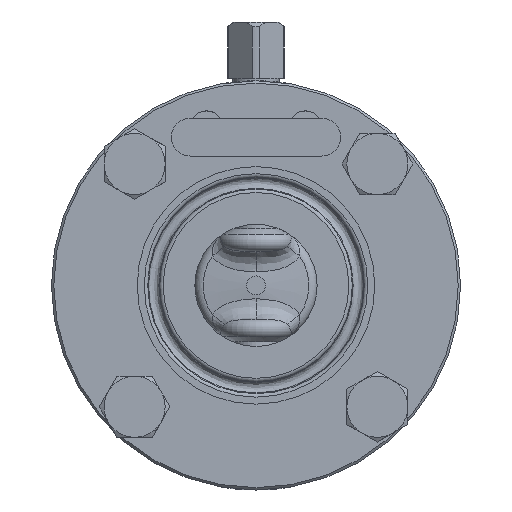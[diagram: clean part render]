
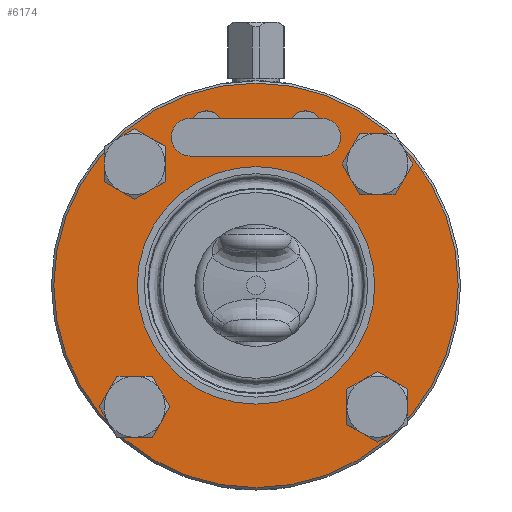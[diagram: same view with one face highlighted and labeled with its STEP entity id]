
A CAD part, left-side view. The second image highlights one B-rep face of the part: STEP entity #6174.
In plain terms, the highlighted planar face has unit normal (-1, 0, 0).
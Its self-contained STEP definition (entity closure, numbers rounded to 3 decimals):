
#367=CARTESIAN_POINT('',(-10.,10.5,29.9));
#368=VERTEX_POINT('',#367);
#369=CARTESIAN_POINT('',(-10.0,10.5,33.5));
#370=DIRECTION('',(1.0,0.0,0.0));
#371=DIRECTION('',(0.0,0.0,-1.0));
#372=AXIS2_PLACEMENT_3D('',#369,#370,#371);
#373=CIRCLE('',#372,3.6);
#374=EDGE_CURVE('',#368,#368,#373,.T.);
#404=CARTESIAN_POINT('',(-10.,-10.5,29.9));
#405=VERTEX_POINT('',#404);
#406=CARTESIAN_POINT('',(-10.0,-10.5,33.5));
#407=DIRECTION('',(1.0,0.0,0.0));
#408=DIRECTION('',(0.0,0.0,-1.0));
#409=AXIS2_PLACEMENT_3D('',#406,#407,#408);
#410=CIRCLE('',#409,3.6);
#411=EDGE_CURVE('',#405,#405,#410,.T.);
#1479=CARTESIAN_POINT('',(-10.,20.109,-25.809));
#1480=VERTEX_POINT('',#1479);
#1481=CARTESIAN_POINT('',(-10.,25.809,-25.809));
#1482=DIRECTION('',(1.0,0.0,0.0));
#1483=DIRECTION('',(0.0,-1.0,0.0));
#1484=AXIS2_PLACEMENT_3D('',#1481,#1482,#1483);
#1485=CIRCLE('',#1484,5.7);
#1486=EDGE_CURVE('',#1480,#1480,#1485,.T.);
#2357=CARTESIAN_POINT('',(-10.,-20.109,25.809));
#2358=VERTEX_POINT('',#2357);
#2359=CARTESIAN_POINT('',(-10.,-25.809,25.809));
#2360=DIRECTION('',(1.0,0.0,0.0));
#2361=DIRECTION('',(0.0,1.0,0.0));
#2362=AXIS2_PLACEMENT_3D('',#2359,#2360,#2361);
#2363=CIRCLE('',#2362,5.7);
#2364=EDGE_CURVE('',#2358,#2358,#2363,.T.);
#6098=CARTESIAN_POINT('',(-10.,-43.,0.0));
#6099=VERTEX_POINT('',#6098);
#6100=CARTESIAN_POINT('',(-10.,0.0,0.0));
#6101=DIRECTION('',(-1.0,0.0,0.0));
#6102=DIRECTION('',(0.0,-1.0,0.0));
#6103=AXIS2_PLACEMENT_3D('',#6100,#6101,#6102);
#6104=CIRCLE('',#6103,43.);
#6105=EDGE_CURVE('',#6099,#6099,#6104,.T.);
#6121=CARTESIAN_POINT('',(-10.,-33.25,0.0));
#6122=DIRECTION('',(-1.0,0.0,0.0));
#6123=DIRECTION('',(0.0,0.0,-1.0));
#6124=AXIS2_PLACEMENT_3D('',#6121,#6122,#6123);
#6125=PLANE('',#6124);
#6126=ORIENTED_EDGE('',*,*,#6105,.T.);
#6127=EDGE_LOOP('',(#6126));
#6128=FACE_OUTER_BOUND('',#6127,.T.);
#6129=CARTESIAN_POINT('',(-10.,-25.809,-20.109));
#6130=VERTEX_POINT('',#6129);
#6131=CARTESIAN_POINT('',(-10.,-25.809,-25.809));
#6132=DIRECTION('',(1.0,0.0,0.0));
#6133=DIRECTION('',(0.0,0.0,1.0));
#6134=AXIS2_PLACEMENT_3D('',#6131,#6132,#6133);
#6135=CIRCLE('',#6134,5.7);
#6136=EDGE_CURVE('',#6130,#6130,#6135,.T.);
#6137=ORIENTED_EDGE('',*,*,#6136,.T.);
#6138=EDGE_LOOP('',(#6137));
#6139=FACE_BOUND('',#6138,.T.);
#6140=ORIENTED_EDGE('',*,*,#1486,.T.);
#6141=EDGE_LOOP('',(#6140));
#6142=FACE_BOUND('',#6141,.T.);
#6143=CARTESIAN_POINT('',(-10.,25.809,20.109));
#6144=VERTEX_POINT('',#6143);
#6145=CARTESIAN_POINT('',(-10.,25.809,25.809));
#6146=DIRECTION('',(1.0,0.0,0.0));
#6147=DIRECTION('',(0.0,0.0,-1.0));
#6148=AXIS2_PLACEMENT_3D('',#6145,#6146,#6147);
#6149=CIRCLE('',#6148,5.7);
#6150=EDGE_CURVE('',#6144,#6144,#6149,.T.);
#6151=ORIENTED_EDGE('',*,*,#6150,.T.);
#6152=EDGE_LOOP('',(#6151));
#6153=FACE_BOUND('',#6152,.T.);
#6154=ORIENTED_EDGE('',*,*,#2364,.T.);
#6155=EDGE_LOOP('',(#6154));
#6156=FACE_BOUND('',#6155,.T.);
#6157=ORIENTED_EDGE('',*,*,#374,.T.);
#6158=EDGE_LOOP('',(#6157));
#6159=FACE_BOUND('',#6158,.T.);
#6160=ORIENTED_EDGE('',*,*,#411,.T.);
#6161=EDGE_LOOP('',(#6160));
#6162=FACE_BOUND('',#6161,.T.);
#6163=CARTESIAN_POINT('',(-10.0,-23.5,0.0));
#6164=VERTEX_POINT('',#6163);
#6165=CARTESIAN_POINT('',(-10.0,0.0,0.0));
#6166=DIRECTION('',(-1.0,0.0,0.0));
#6167=DIRECTION('',(0.0,-1.0,0.0));
#6168=AXIS2_PLACEMENT_3D('',#6165,#6166,#6167);
#6169=CIRCLE('',#6168,23.5);
#6170=EDGE_CURVE('',#6164,#6164,#6169,.T.);
#6171=ORIENTED_EDGE('',*,*,#6170,.F.);
#6172=EDGE_LOOP('',(#6171));
#6173=FACE_BOUND('',#6172,.T.);
#6174=ADVANCED_FACE('',(#6128,#6139,#6142,#6153,#6156,#6159,#6162,#6173),#6125,.T.);
